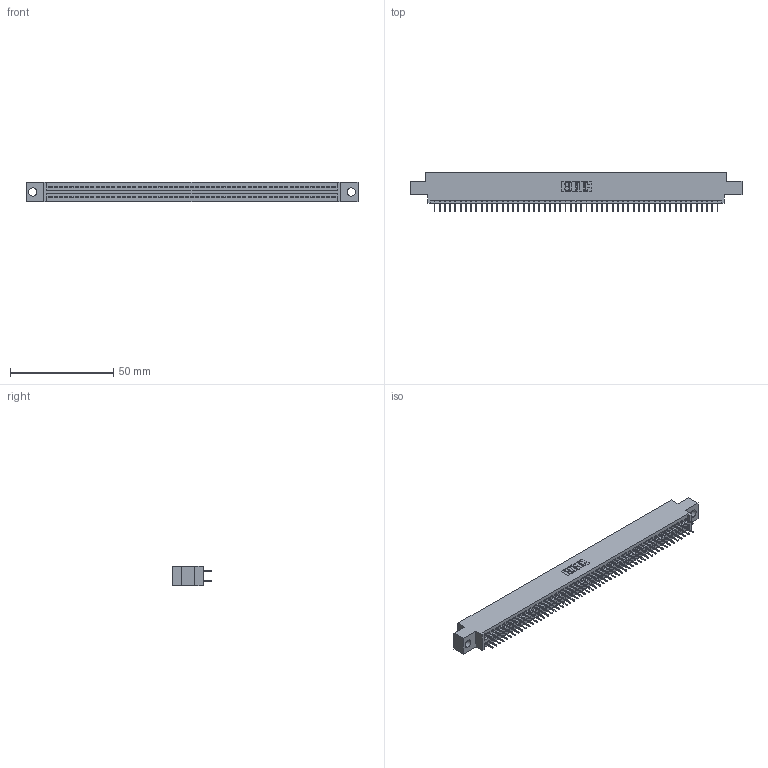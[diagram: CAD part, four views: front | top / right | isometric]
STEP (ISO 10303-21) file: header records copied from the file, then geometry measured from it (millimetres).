
FILE_DESCRIPTION (( 'STEP AP203' ), '1' );
FILE_NAME ('345-110-524-804.STEP', '2021-05-21T15:06:27', ( '' ), ( '' ), 'SwSTEP 2.0', 'SolidWorks 2020', '' );
FILE_SCHEMA (( 'CONFIG_CONTROL_DESIGN' ));
Length unit declared in the file: inch
Products named in the file (3): 345-110-524-804; 345 Part_0.170 Offset - 0.156 Dia-TI; 345-292-001_345-293-124
Assembly tree (111 placements, depth 2):
  345-110-524-804
    345 Part_0.170 Offset - 0.156 Dia-TI
    345-292-001_345-293-124  x110
Bounding box: 160.91 x 19.35 x 9.4 mm (x, y, z)
Volume: 15365.7 mm3; surface area: 22520.5 mm2
Topology: 111 solids, 111 shells, 6084 faces, 17219 edges, 11038 vertices
Faces by surface type: plane 4388, cylinder 1696
Entity records: 42029 total; most frequent: CARTESIAN_POINT 7038, ORIENTED_EDGE 6970, DIRECTION 6189, EDGE_CURVE 3485, LINE 3137, VECTOR 3137, VERTEX_POINT 2318, AXIS2_PLACEMENT_3D 1526
